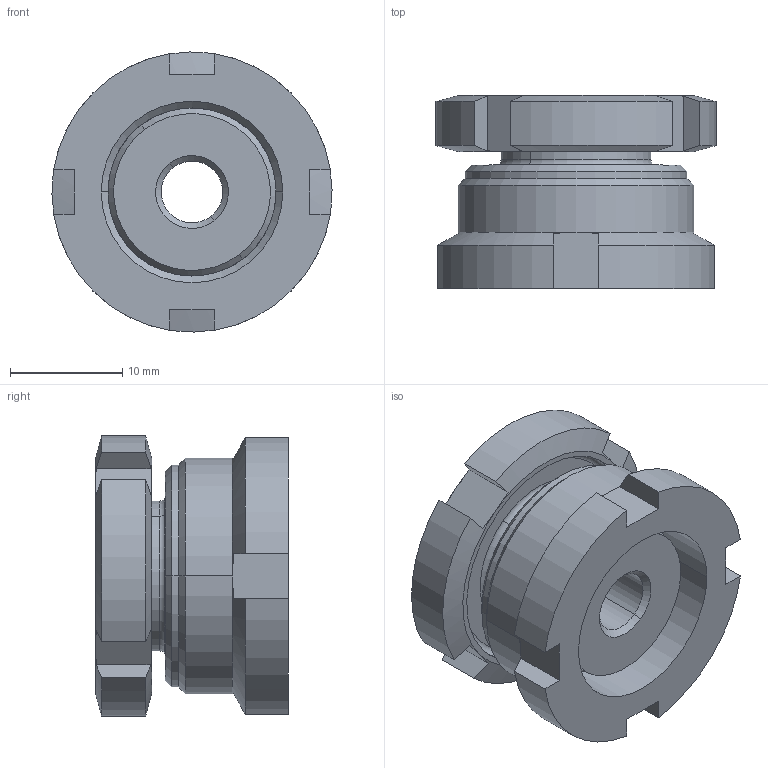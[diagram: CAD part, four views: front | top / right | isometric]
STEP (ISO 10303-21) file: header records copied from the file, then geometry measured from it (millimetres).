
FILE_DESCRIPTION (( 'STEP AP214' ), '1' );
FILE_NAME ('NAE 15-5.5 0-0 A1.STEP', '2015-08-18T13:32:20', ( '' ), ( '' ), 'SwSTEP 2.0', 'SolidWorks 2015', '' );
FILE_SCHEMA (( 'AUTOMOTIVE_DESIGN' ));
Length unit declared in the file: millimetre
Products named in the file (3): NAE 15 2-0 A1; NAE 15-5.5 1-0 A1; NAE 15-5.5 0-0 A1
Assembly tree (2 placements, depth 2):
  NAE 15-5.5 0-0 A1
    NAE 15 2-0 A1
    NAE 15-5.5 1-0 A1
Bounding box: 25 x 17.2 x 25 mm (x, y, z)
Volume: 5493.6 mm3; surface area: 3914.3 mm2
Topology: 2 solids, 2 shells, 90 faces, 208 edges, 124 vertices
Faces by surface type: plane 30, cone 28, cylinder 26, torus 6
Entity records: 2764 total; most frequent: CARTESIAN_POINT 603, DIRECTION 432, ORIENTED_EDGE 416, EDGE_CURVE 208, AXIS2_PLACEMENT_3D 177, VERTEX_POINT 124, EDGE_LOOP 96, ADVANCED_FACE 90
